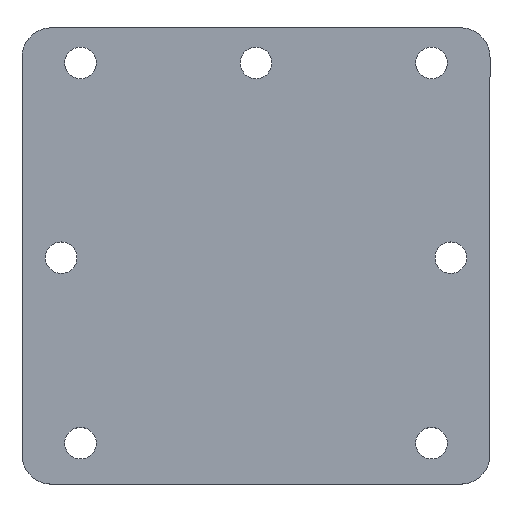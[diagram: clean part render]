
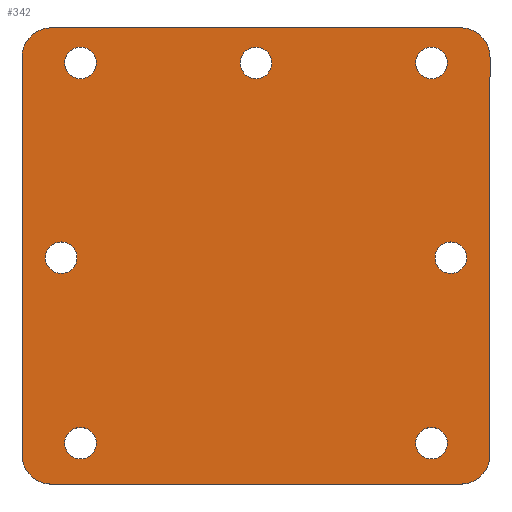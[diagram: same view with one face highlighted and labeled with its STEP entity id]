
A CAD part, top view. The second image highlights one B-rep face of the part: STEP entity #342.
In plain terms, the highlighted planar face has unit normal (0, 0, 1).
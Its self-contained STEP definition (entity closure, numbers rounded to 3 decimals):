
#15=FACE_BOUND('',#68,.T.);
#16=FACE_BOUND('',#69,.T.);
#17=FACE_BOUND('',#70,.T.);
#18=FACE_BOUND('',#71,.T.);
#19=FACE_BOUND('',#72,.T.);
#20=FACE_BOUND('',#73,.T.);
#21=FACE_BOUND('',#74,.T.);
#33=PLANE('',#395);
#50=FACE_OUTER_BOUND('',#67,.T.);
#67=EDGE_LOOP('',(#286,#287,#288,#289,#290,#291,#292,#293));
#68=EDGE_LOOP('',(#294));
#69=EDGE_LOOP('',(#295));
#70=EDGE_LOOP('',(#296));
#71=EDGE_LOOP('',(#297));
#72=EDGE_LOOP('',(#298));
#73=EDGE_LOOP('',(#299));
#74=EDGE_LOOP('',(#300));
#92=LINE('',#550,#115);
#96=LINE('',#562,#119);
#100=LINE('',#574,#123);
#104=LINE('',#586,#127);
#115=VECTOR('',#452,10.);
#119=VECTOR('',#464,10.);
#123=VECTOR('',#476,10.);
#127=VECTOR('',#488,10.);
#129=CIRCLE('',#359,2.7);
#131=CIRCLE('',#362,2.7);
#133=CIRCLE('',#365,2.7);
#135=CIRCLE('',#368,2.7);
#137=CIRCLE('',#371,2.7);
#139=CIRCLE('',#374,2.7);
#141=CIRCLE('',#377,2.7);
#144=CIRCLE('',#382,5.);
#146=CIRCLE('',#386,5.);
#148=CIRCLE('',#390,5.);
#150=CIRCLE('',#394,5.);
#151=VERTEX_POINT('',#502);
#153=VERTEX_POINT('',#508);
#155=VERTEX_POINT('',#514);
#157=VERTEX_POINT('',#520);
#159=VERTEX_POINT('',#526);
#161=VERTEX_POINT('',#532);
#163=VERTEX_POINT('',#538);
#167=VERTEX_POINT('',#547);
#168=VERTEX_POINT('',#549);
#170=VERTEX_POINT('',#555);
#172=VERTEX_POINT('',#561);
#174=VERTEX_POINT('',#567);
#176=VERTEX_POINT('',#573);
#178=VERTEX_POINT('',#579);
#180=VERTEX_POINT('',#585);
#181=EDGE_CURVE('',#151,#151,#129,.T.);
#184=EDGE_CURVE('',#153,#153,#131,.T.);
#187=EDGE_CURVE('',#155,#155,#133,.T.);
#190=EDGE_CURVE('',#157,#157,#135,.T.);
#193=EDGE_CURVE('',#159,#159,#137,.T.);
#196=EDGE_CURVE('',#161,#161,#139,.T.);
#199=EDGE_CURVE('',#163,#163,#141,.T.);
#204=EDGE_CURVE('',#168,#167,#92,.T.);
#207=EDGE_CURVE('',#170,#168,#144,.T.);
#210=EDGE_CURVE('',#172,#170,#96,.T.);
#213=EDGE_CURVE('',#174,#172,#146,.T.);
#216=EDGE_CURVE('',#176,#174,#100,.T.);
#219=EDGE_CURVE('',#178,#176,#148,.T.);
#222=EDGE_CURVE('',#180,#178,#104,.T.);
#225=EDGE_CURVE('',#167,#180,#150,.T.);
#286=ORIENTED_EDGE('',*,*,#225,.T.);
#287=ORIENTED_EDGE('',*,*,#222,.T.);
#288=ORIENTED_EDGE('',*,*,#219,.T.);
#289=ORIENTED_EDGE('',*,*,#216,.T.);
#290=ORIENTED_EDGE('',*,*,#213,.T.);
#291=ORIENTED_EDGE('',*,*,#210,.T.);
#292=ORIENTED_EDGE('',*,*,#207,.T.);
#293=ORIENTED_EDGE('',*,*,#204,.T.);
#294=ORIENTED_EDGE('',*,*,#199,.T.);
#295=ORIENTED_EDGE('',*,*,#196,.T.);
#296=ORIENTED_EDGE('',*,*,#193,.T.);
#297=ORIENTED_EDGE('',*,*,#190,.T.);
#298=ORIENTED_EDGE('',*,*,#187,.T.);
#299=ORIENTED_EDGE('',*,*,#184,.T.);
#300=ORIENTED_EDGE('',*,*,#181,.T.);
#342=ADVANCED_FACE('',(#50,#15,#16,#17,#18,#19,#20,#21),#33,.T.);
#359=AXIS2_PLACEMENT_3D('',#503,#401,#402);
#362=AXIS2_PLACEMENT_3D('',#509,#408,#409);
#365=AXIS2_PLACEMENT_3D('',#515,#415,#416);
#368=AXIS2_PLACEMENT_3D('',#521,#422,#423);
#371=AXIS2_PLACEMENT_3D('',#527,#429,#430);
#374=AXIS2_PLACEMENT_3D('',#533,#436,#437);
#377=AXIS2_PLACEMENT_3D('',#539,#443,#444);
#382=AXIS2_PLACEMENT_3D('',#556,#458,#459);
#386=AXIS2_PLACEMENT_3D('',#568,#470,#471);
#390=AXIS2_PLACEMENT_3D('',#580,#482,#483);
#394=AXIS2_PLACEMENT_3D('',#590,#494,#495);
#395=AXIS2_PLACEMENT_3D('',#591,#496,#497);
#401=DIRECTION('center_axis',(0.,0.,-1.));
#402=DIRECTION('ref_axis',(1.,0.,0.));
#408=DIRECTION('center_axis',(0.,0.,-1.));
#409=DIRECTION('ref_axis',(1.,0.,0.));
#415=DIRECTION('center_axis',(0.,0.,-1.));
#416=DIRECTION('ref_axis',(1.,0.,0.));
#422=DIRECTION('center_axis',(0.,0.,-1.));
#423=DIRECTION('ref_axis',(1.,0.,0.));
#429=DIRECTION('center_axis',(0.,0.,-1.));
#430=DIRECTION('ref_axis',(1.,0.,0.));
#436=DIRECTION('center_axis',(0.,0.,-1.));
#437=DIRECTION('ref_axis',(1.,0.,0.));
#443=DIRECTION('center_axis',(0.,0.,-1.));
#444=DIRECTION('ref_axis',(1.,0.,0.));
#452=DIRECTION('',(-1.,0.,0.));
#458=DIRECTION('center_axis',(0.,0.,1.));
#459=DIRECTION('ref_axis',(1.,0.,0.));
#464=DIRECTION('',(0.,1.,0.));
#470=DIRECTION('center_axis',(0.,0.,1.));
#471=DIRECTION('ref_axis',(0.,-1.,0.));
#476=DIRECTION('',(1.,0.,0.));
#482=DIRECTION('center_axis',(0.,0.,1.));
#483=DIRECTION('ref_axis',(-1.,0.,0.));
#488=DIRECTION('',(0.,-1.,0.));
#494=DIRECTION('center_axis',(0.,0.,1.));
#495=DIRECTION('ref_axis',(0.,1.,0.));
#496=DIRECTION('center_axis',(0.,0.,1.));
#497=DIRECTION('ref_axis',(1.,0.,0.));
#502=CARTESIAN_POINT('',(30.605,-83.305,6.35));
#503=CARTESIAN_POINT('Origin',(33.305,-83.305,6.35));
#508=CARTESIAN_POINT('',(-32.7,-50.,6.35));
#509=CARTESIAN_POINT('Origin',(-30.,-50.,6.35));
#514=CARTESIAN_POINT('',(27.3,-50.,6.35));
#515=CARTESIAN_POINT('Origin',(30.,-50.,6.35));
#520=CARTESIAN_POINT('',(-32.7,-115.,6.35));
#521=CARTESIAN_POINT('Origin',(-30.,-115.,6.35));
#526=CARTESIAN_POINT('',(-2.7,-50.,6.35));
#527=CARTESIAN_POINT('Origin',(0.,-50.,6.35));
#532=CARTESIAN_POINT('',(-36.005,-83.305,6.35));
#533=CARTESIAN_POINT('Origin',(-33.305,-83.305,6.35));
#538=CARTESIAN_POINT('',(27.3,-115.,6.35));
#539=CARTESIAN_POINT('Origin',(30.,-115.,6.35));
#547=CARTESIAN_POINT('',(-35.,-44.,6.35));
#549=CARTESIAN_POINT('',(35.,-44.,6.35));
#550=CARTESIAN_POINT('',(-35.,-44.,6.35));
#555=CARTESIAN_POINT('',(40.,-49.,6.35));
#556=CARTESIAN_POINT('Origin',(35.,-49.,6.35));
#561=CARTESIAN_POINT('',(40.,-117.,6.35));
#562=CARTESIAN_POINT('',(40.,-49.,6.35));
#567=CARTESIAN_POINT('',(35.,-122.,6.35));
#568=CARTESIAN_POINT('Origin',(35.,-117.,6.35));
#573=CARTESIAN_POINT('',(-35.,-122.,6.35));
#574=CARTESIAN_POINT('',(35.,-122.,6.35));
#579=CARTESIAN_POINT('',(-40.,-117.,6.35));
#580=CARTESIAN_POINT('Origin',(-35.,-117.,6.35));
#585=CARTESIAN_POINT('',(-40.,-49.,6.35));
#586=CARTESIAN_POINT('',(-40.,-117.,6.35));
#590=CARTESIAN_POINT('Origin',(-35.,-49.,6.35));
#591=CARTESIAN_POINT('Origin',(0.,-83.,6.35));
